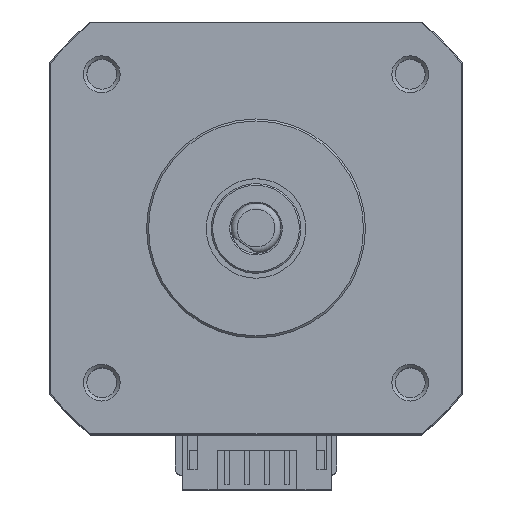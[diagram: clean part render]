
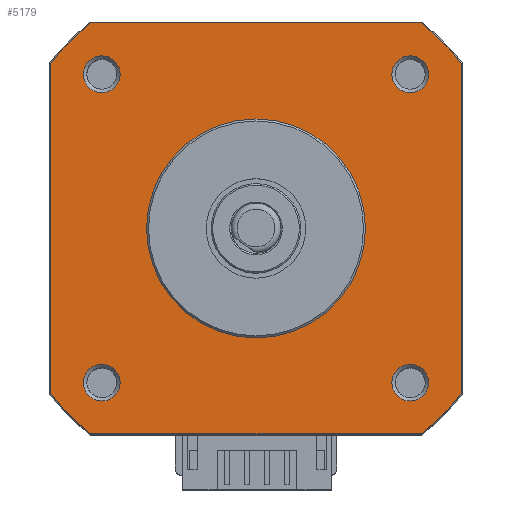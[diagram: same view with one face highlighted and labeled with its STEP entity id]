
A CAD part, top view. The second image highlights one B-rep face of the part: STEP entity #5179.
In plain terms, the highlighted face is planar.
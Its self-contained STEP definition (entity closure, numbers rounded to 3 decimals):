
#287=CIRCLE('',#5538,26.5);
#288=CIRCLE('',#5539,26.5);
#289=CIRCLE('',#5540,26.5);
#290=CIRCLE('',#5541,26.5);
#291=CIRCLE('',#5542,1.85);
#292=CIRCLE('',#5543,1.85);
#293=CIRCLE('',#5544,1.85);
#294=CIRCLE('',#5545,1.85);
#295=CIRCLE('',#5546,11.);
#711=ORIENTED_EDGE('',*,*,#1540,.T.);
#712=ORIENTED_EDGE('',*,*,#1541,.T.);
#713=ORIENTED_EDGE('',*,*,#1542,.T.);
#714=ORIENTED_EDGE('',*,*,#1543,.T.);
#715=ORIENTED_EDGE('',*,*,#1544,.T.);
#716=ORIENTED_EDGE('',*,*,#1545,.T.);
#717=ORIENTED_EDGE('',*,*,#1546,.T.);
#718=ORIENTED_EDGE('',*,*,#1547,.T.);
#719=ORIENTED_EDGE('',*,*,#1548,.T.);
#720=ORIENTED_EDGE('',*,*,#1549,.T.);
#721=ORIENTED_EDGE('',*,*,#1550,.T.);
#722=ORIENTED_EDGE('',*,*,#1551,.T.);
#723=ORIENTED_EDGE('',*,*,#1552,.T.);
#1540=EDGE_CURVE('',#1977,#1978,#287,.F.);
#1541=EDGE_CURVE('',#1978,#1979,#2288,.F.);
#1542=EDGE_CURVE('',#1979,#1980,#288,.F.);
#1543=EDGE_CURVE('',#1980,#1981,#2289,.F.);
#1544=EDGE_CURVE('',#1981,#1982,#289,.F.);
#1545=EDGE_CURVE('',#1982,#1983,#2290,.F.);
#1546=EDGE_CURVE('',#1983,#1984,#290,.F.);
#1547=EDGE_CURVE('',#1984,#1977,#2291,.F.);
#1548=EDGE_CURVE('',#1985,#1985,#291,.T.);
#1549=EDGE_CURVE('',#1986,#1986,#292,.T.);
#1550=EDGE_CURVE('',#1987,#1987,#293,.T.);
#1551=EDGE_CURVE('',#1988,#1988,#294,.T.);
#1552=EDGE_CURVE('',#1989,#1989,#295,.T.);
#1977=VERTEX_POINT('',#7367);
#1978=VERTEX_POINT('',#7368);
#1979=VERTEX_POINT('',#7370);
#1980=VERTEX_POINT('',#7372);
#1981=VERTEX_POINT('',#7374);
#1982=VERTEX_POINT('',#7376);
#1983=VERTEX_POINT('',#7378);
#1984=VERTEX_POINT('',#7380);
#1985=VERTEX_POINT('',#7383);
#1986=VERTEX_POINT('',#7385);
#1987=VERTEX_POINT('',#7387);
#1988=VERTEX_POINT('',#7389);
#1989=VERTEX_POINT('',#7391);
#2288=LINE('',#7369,#2599);
#2289=LINE('',#7373,#2600);
#2290=LINE('',#7377,#2601);
#2291=LINE('',#7381,#2602);
#2599=VECTOR('',#6225,1000.);
#2600=VECTOR('',#6228,1000.);
#2601=VECTOR('',#6231,1000.);
#2602=VECTOR('',#6234,1000.);
#2934=EDGE_LOOP('',(#711,#712,#713,#714,#715,#716,#717,#718));
#2935=EDGE_LOOP('',(#719));
#2936=EDGE_LOOP('',(#720));
#2937=EDGE_LOOP('',(#721));
#2938=EDGE_LOOP('',(#722));
#2939=EDGE_LOOP('',(#723));
#3296=FACE_BOUND('',#2934,.T.);
#3297=FACE_BOUND('',#2935,.T.);
#3298=FACE_BOUND('',#2936,.T.);
#3299=FACE_BOUND('',#2937,.T.);
#3300=FACE_BOUND('',#2938,.T.);
#3301=FACE_BOUND('',#2939,.T.);
#3566=PLANE('',#5537);
#5179=ADVANCED_FACE('',(#3296,#3297,#3298,#3299,#3300,#3301),#3566,.F.);
#5537=AXIS2_PLACEMENT_3D('',#7365,#6221,#6222);
#5538=AXIS2_PLACEMENT_3D('',#7366,#6223,#6224);
#5539=AXIS2_PLACEMENT_3D('',#7371,#6226,#6227);
#5540=AXIS2_PLACEMENT_3D('',#7375,#6229,#6230);
#5541=AXIS2_PLACEMENT_3D('',#7379,#6232,#6233);
#5542=AXIS2_PLACEMENT_3D('',#7382,#6235,#6236);
#5543=AXIS2_PLACEMENT_3D('',#7384,#6237,#6238);
#5544=AXIS2_PLACEMENT_3D('',#7386,#6239,#6240);
#5545=AXIS2_PLACEMENT_3D('',#7388,#6241,#6242);
#5546=AXIS2_PLACEMENT_3D('',#7390,#6243,#6244);
#6221=DIRECTION('',(0.,1.,0.));
#6222=DIRECTION('',(0.,0.,1.));
#6223=DIRECTION('',(0.,1.,0.));
#6224=DIRECTION('',(0.,0.,1.));
#6225=DIRECTION('',(0.,0.,-1.));
#6226=DIRECTION('',(0.,1.,0.));
#6227=DIRECTION('',(0.,0.,1.));
#6228=DIRECTION('',(1.,0.,0.));
#6229=DIRECTION('',(0.,1.,0.));
#6230=DIRECTION('',(0.,0.,1.));
#6231=DIRECTION('',(0.,0.,1.));
#6232=DIRECTION('',(0.,1.,0.));
#6233=DIRECTION('',(0.,0.,1.));
#6234=DIRECTION('',(-1.,0.,0.));
#6235=DIRECTION('',(0.,1.,0.));
#6236=DIRECTION('',(0.,0.,1.));
#6237=DIRECTION('',(0.,1.,0.));
#6238=DIRECTION('',(0.,0.,1.));
#6239=DIRECTION('',(0.,1.,0.));
#6240=DIRECTION('',(0.,0.,1.));
#6241=DIRECTION('',(0.,1.,0.));
#6242=DIRECTION('',(0.,0.,1.));
#6243=DIRECTION('',(0.,1.,0.));
#6244=DIRECTION('',(0.,0.,1.));
#7365=CARTESIAN_POINT('',(0.,0.,0.));
#7366=CARTESIAN_POINT('',(0.,0.,0.));
#7367=CARTESIAN_POINT('',(16.608,0.,-20.65));
#7368=CARTESIAN_POINT('',(20.65,0.,-16.608));
#7369=CARTESIAN_POINT('',(20.65,0.,0.));
#7370=CARTESIAN_POINT('',(20.65,0.,16.608));
#7371=CARTESIAN_POINT('',(0.,0.,0.));
#7372=CARTESIAN_POINT('',(16.608,0.,20.65));
#7373=CARTESIAN_POINT('',(0.,0.,20.65));
#7374=CARTESIAN_POINT('',(-16.608,0.,20.65));
#7375=CARTESIAN_POINT('',(0.,0.,0.));
#7376=CARTESIAN_POINT('',(-20.65,0.,16.608));
#7377=CARTESIAN_POINT('',(-20.65,0.,0.));
#7378=CARTESIAN_POINT('',(-20.65,0.,-16.608));
#7379=CARTESIAN_POINT('',(0.,0.,0.));
#7380=CARTESIAN_POINT('',(-16.608,0.,-20.65));
#7381=CARTESIAN_POINT('',(0.,0.,-20.65));
#7382=CARTESIAN_POINT('',(-15.5,0.,-15.5));
#7383=CARTESIAN_POINT('',(-15.5,0.,-13.65));
#7384=CARTESIAN_POINT('',(-15.5,0.,15.5));
#7385=CARTESIAN_POINT('',(-15.5,0.,17.35));
#7386=CARTESIAN_POINT('',(15.5,0.,15.5));
#7387=CARTESIAN_POINT('',(15.5,0.,17.35));
#7388=CARTESIAN_POINT('',(15.5,0.,-15.5));
#7389=CARTESIAN_POINT('',(15.5,0.,-13.65));
#7390=CARTESIAN_POINT('',(0.,0.,0.));
#7391=CARTESIAN_POINT('',(0.,0.,11.));
